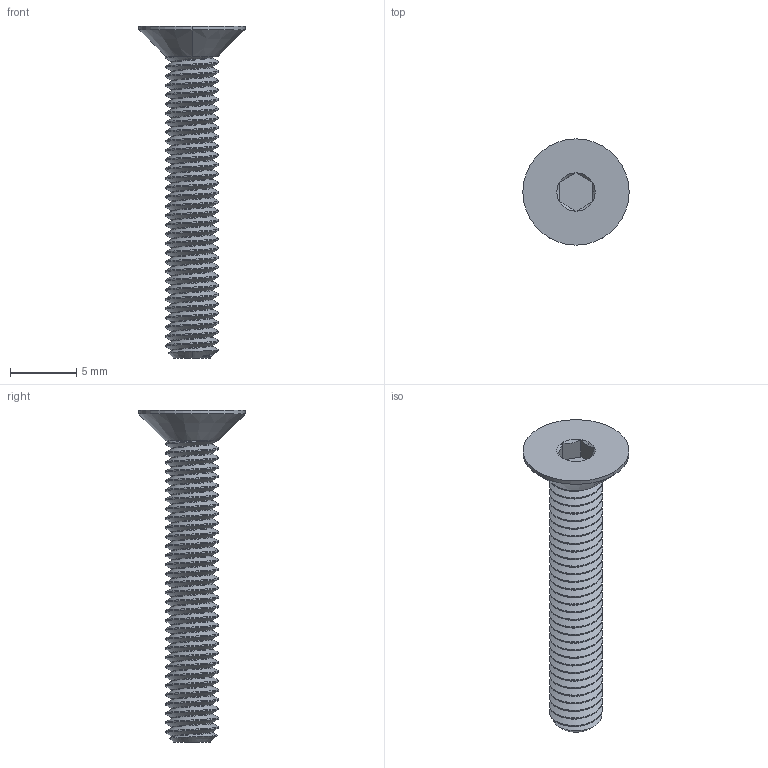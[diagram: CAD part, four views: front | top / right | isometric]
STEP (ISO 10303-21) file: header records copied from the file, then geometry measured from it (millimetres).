
FILE_DESCRIPTION (( 'STEP AP203' ), '1' );
FILE_NAME ('91294A198_Black-Oxide Alloy Steel Hex Drive Flat Head Screw.STEP', '2022-09-14T17:32:36', ( '' ), ( '' ), 'SwSTEP 2.0', 'SolidWorks 2022', '' );
FILE_SCHEMA (( 'CONFIG_CONTROL_DESIGN' ));
Length unit declared in the file: millimetre
Products named in the file (1): 91294A198_Black-Oxide Alloy Steel Hex Drive Flat Head Screw
Bounding box: 8 x 8 x 25 mm (x, y, z)
Volume: 291.1 mm3; surface area: 593.9 mm2
Topology: 2 solids, 2 shells, 91 faces, 244 edges, 158 vertices
Faces by surface type: cylinder 66, plane 11, cone 11, bspline 3
Entity records: 6797 total; most frequent: CARTESIAN_POINT 4865, ORIENTED_EDGE 488, DIRECTION 294, EDGE_CURVE 244, VERTEX_POINT 158, AXIS2_PLACEMENT_3D 106, EDGE_LOOP 92, FACE_OUTER_BOUND 91
